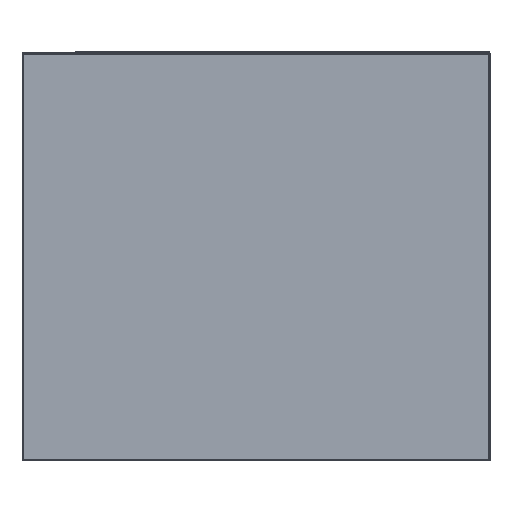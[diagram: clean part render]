
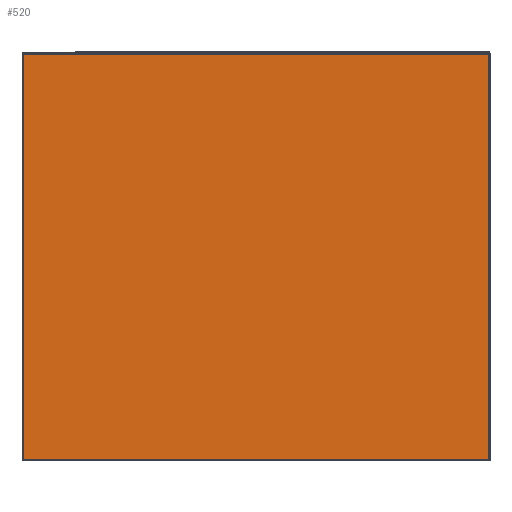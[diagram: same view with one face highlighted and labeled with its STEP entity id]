
A CAD part, left-side view. The second image highlights one B-rep face of the part: STEP entity #520.
In plain terms, the highlighted planar face has unit normal (-1, 0, 0).
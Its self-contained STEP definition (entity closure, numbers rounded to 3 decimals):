
#520 = ADVANCED_FACE ( 'NONE', ( #2270 ), #8104, .T. ) ;
#606 = ORIENTED_EDGE ( 'NONE', *, *, #7811, .T. ) ;
#925 = VECTOR ( 'NONE', #3839, 1000. ) ;
#942 = VERTEX_POINT ( 'NONE', #3182 ) ;
#1274 = CARTESIAN_POINT ( 'NONE',  ( -240., 1., 171.586 ) ) ;
#1565 = VECTOR ( 'NONE', #5085, 1000. ) ;
#1625 = CARTESIAN_POINT ( 'NONE',  ( -240., 1., -175. ) ) ;
#1648 = VERTEX_POINT ( 'NONE', #1625 ) ;
#1869 = CARTESIAN_POINT ( 'NONE',  ( -240., 399., -176. ) ) ;
#2270 = FACE_OUTER_BOUND ( 'NONE', #5152, .T. ) ;
#2771 = EDGE_CURVE ( 'NONE', #8957, #942, #9281, .T. ) ;
#3182 = CARTESIAN_POINT ( 'NONE',  ( -240., 399., -175. ) ) ;
#3326 = CARTESIAN_POINT ( 'NONE',  ( -240., 399., 171.586 ) ) ;
#3662 = LINE ( 'NONE', #9559, #1565 ) ;
#3839 = DIRECTION ( 'NONE',  ( 0., 0., 1. ) ) ;
#4134 = ORIENTED_EDGE ( 'NONE', *, *, #2771, .T. ) ;
#4730 = VERTEX_POINT ( 'NONE', #1274 ) ;
#5085 = DIRECTION ( 'NONE',  ( 0., -1., 0. ) ) ;
#5118 = CARTESIAN_POINT ( 'NONE',  ( -240., 1., -176. ) ) ;
#5152 = EDGE_LOOP ( 'NONE', ( #4134, #606, #5638, #7103 ) ) ;
#5638 = ORIENTED_EDGE ( 'NONE', *, *, #7035, .T. ) ;
#5782 = VECTOR ( 'NONE', #7001, 1000. ) ;
#6021 = CARTESIAN_POINT ( 'NONE',  ( -240., 400., -176. ) ) ;
#6532 = VECTOR ( 'NONE', #7882, 1000. ) ;
#6586 = LINE ( 'NONE', #7180, #6532 ) ;
#6657 = DIRECTION ( 'NONE',  ( -1., 0., 0. ) ) ;
#6964 = EDGE_CURVE ( 'NONE', #4730, #8957, #6586, .T. ) ;
#7001 = DIRECTION ( 'NONE',  ( 0., 0., -1. ) ) ;
#7035 = EDGE_CURVE ( 'NONE', #1648, #4730, #9049, .T. ) ;
#7103 = ORIENTED_EDGE ( 'NONE', *, *, #6964, .T. ) ;
#7180 = CARTESIAN_POINT ( 'NONE',  ( -240., 400., 171.586 ) ) ;
#7371 = AXIS2_PLACEMENT_3D ( 'NONE', #6021, #6657, #9669 ) ;
#7811 = EDGE_CURVE ( 'NONE', #942, #1648, #3662, .T. ) ;
#7882 = DIRECTION ( 'NONE',  ( 0., 1., 0. ) ) ;
#8104 = PLANE ( 'NONE',  #7371 ) ;
#8957 = VERTEX_POINT ( 'NONE', #3326 ) ;
#9049 = LINE ( 'NONE', #5118, #925 ) ;
#9281 = LINE ( 'NONE', #1869, #5782 ) ;
#9559 = CARTESIAN_POINT ( 'NONE',  ( -240., 400., -175. ) ) ;
#9669 = DIRECTION ( 'NONE',  ( 0., 0., 1. ) ) ;
